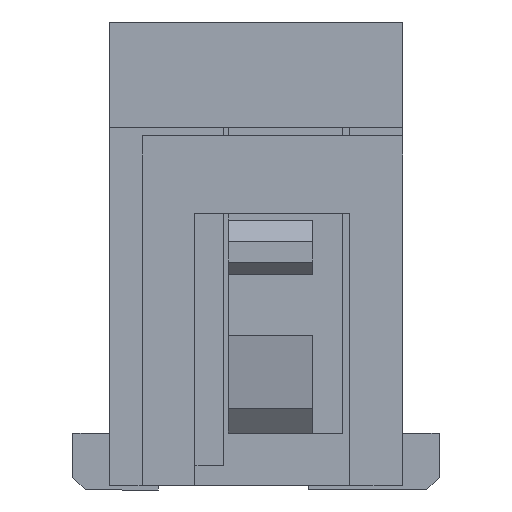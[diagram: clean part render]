
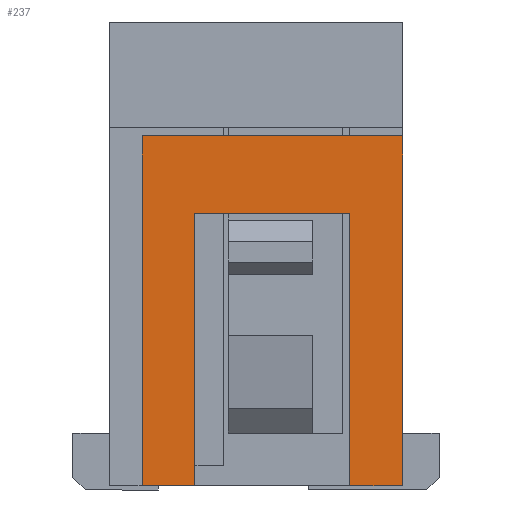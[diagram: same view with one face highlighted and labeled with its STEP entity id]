
A CAD part, left-side view. The second image highlights one B-rep face of the part: STEP entity #237.
In plain terms, the highlighted planar face has unit normal (-1, 0, 0).
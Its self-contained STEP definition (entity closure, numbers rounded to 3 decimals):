
#237=ADVANCED_FACE('',(#878),#573,.T.);
#573=PLANE('',#7166);
#878=FACE_OUTER_BOUND('',#1226,.T.);
#1226=EDGE_LOOP('',(#2222,#2223,#2224,#2225,#2226,#2227,#2228,#2229));
#2222=ORIENTED_EDGE('',*,*,#4685,.T.);
#2223=ORIENTED_EDGE('',*,*,#4686,.T.);
#2224=ORIENTED_EDGE('',*,*,#4687,.T.);
#2225=ORIENTED_EDGE('',*,*,#4658,.T.);
#2226=ORIENTED_EDGE('',*,*,#4393,.T.);
#2227=ORIENTED_EDGE('',*,*,#4688,.F.);
#2228=ORIENTED_EDGE('',*,*,#4689,.F.);
#2229=ORIENTED_EDGE('',*,*,#4655,.T.);
#3698=VERTEX_POINT('',#9680);
#3699=VERTEX_POINT('',#9682);
#3890=VERTEX_POINT('',#10194);
#3891=VERTEX_POINT('',#10196);
#3892=VERTEX_POINT('',#10200);
#3905=VERTEX_POINT('',#10249);
#3906=VERTEX_POINT('',#10251);
#3907=VERTEX_POINT('',#10254);
#4393=EDGE_CURVE('',#3699,#3698,#5404,.T.);
#4655=EDGE_CURVE('',#3891,#3890,#5664,.T.);
#4658=EDGE_CURVE('',#3892,#3699,#5667,.T.);
#4685=EDGE_CURVE('',#3890,#3905,#5692,.T.);
#4686=EDGE_CURVE('',#3905,#3906,#5693,.T.);
#4687=EDGE_CURVE('',#3906,#3892,#5694,.T.);
#4688=EDGE_CURVE('',#3907,#3698,#5695,.T.);
#4689=EDGE_CURVE('',#3891,#3907,#5696,.T.);
#5404=LINE('',#9681,#6348);
#5664=LINE('',#10195,#6608);
#5667=LINE('',#10199,#6611);
#5692=LINE('',#10248,#6636);
#5693=LINE('',#10250,#6637);
#5694=LINE('',#10252,#6638);
#5695=LINE('',#10253,#6639);
#5696=LINE('',#10255,#6640);
#6348=VECTOR('',#7745,1.);
#6608=VECTOR('',#8129,1.);
#6611=VECTOR('',#8132,1.);
#6636=VECTOR('',#8179,1.);
#6637=VECTOR('',#8180,1.);
#6638=VECTOR('',#8181,1.);
#6639=VECTOR('',#8182,1.);
#6640=VECTOR('',#8183,1.);
#7166=AXIS2_PLACEMENT_3D('',#10256,#8184,#8185);
#7745=DIRECTION('',(0.,0.,1.));
#8129=DIRECTION('',(0.,-1.,0.));
#8132=DIRECTION('',(0.,-1.,0.));
#8179=DIRECTION('',(0.,0.,1.));
#8180=DIRECTION('',(0.,-1.,0.));
#8181=DIRECTION('',(0.,0.,-1.));
#8182=DIRECTION('',(0.,-1.,0.));
#8183=DIRECTION('',(0.,0.,1.));
#8184=DIRECTION('',(-1.,0.,0.));
#8185=DIRECTION('',(0.,-1.,0.));
#9680=CARTESIAN_POINT('',(-7.425,0.,4.35));
#9681=CARTESIAN_POINT('',(-7.425,0.,0.05));
#9682=CARTESIAN_POINT('',(-7.425,0.,0.05));
#10194=CARTESIAN_POINT('',(-7.425,2.55,0.05));
#10195=CARTESIAN_POINT('',(-7.425,3.6,0.05));
#10196=CARTESIAN_POINT('',(-7.425,3.2,0.05));
#10199=CARTESIAN_POINT('',(-7.425,3.6,0.05));
#10200=CARTESIAN_POINT('',(-7.425,0.65,0.05));
#10248=CARTESIAN_POINT('',(-7.425,2.55,0.05));
#10249=CARTESIAN_POINT('',(-7.425,2.55,3.4));
#10250=CARTESIAN_POINT('',(-7.425,2.55,3.4));
#10251=CARTESIAN_POINT('',(-7.425,0.65,3.4));
#10252=CARTESIAN_POINT('',(-7.425,0.65,3.4));
#10253=CARTESIAN_POINT('',(-7.425,35.64,4.35));
#10254=CARTESIAN_POINT('',(-7.425,3.2,4.35));
#10255=CARTESIAN_POINT('',(-7.425,3.2,-42.67));
#10256=CARTESIAN_POINT('',(-7.425,3.6,0.05));
